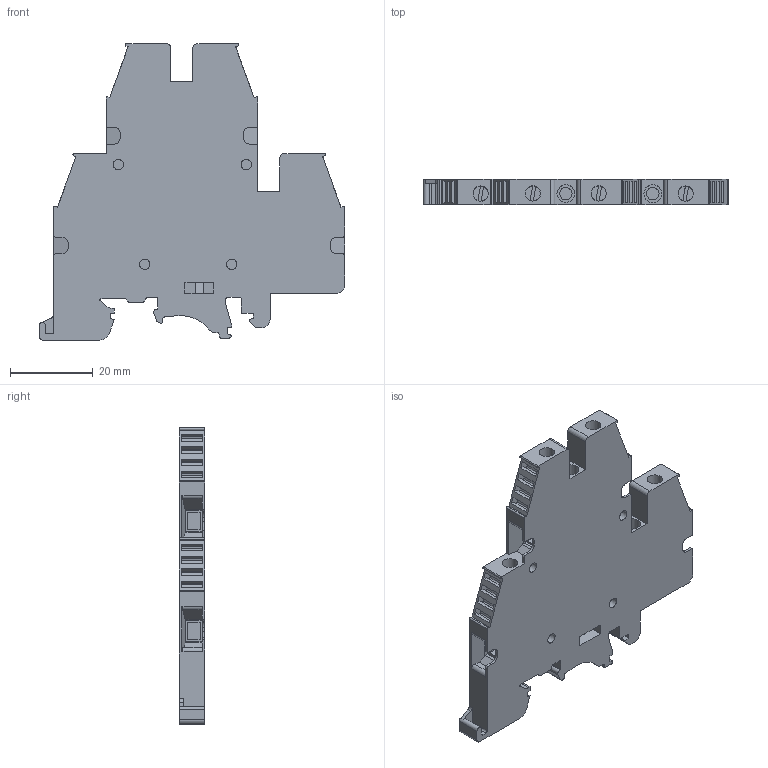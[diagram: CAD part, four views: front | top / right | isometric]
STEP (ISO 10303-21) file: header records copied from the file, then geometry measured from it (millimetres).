
FILE_DESCRIPTION(/* description */ ('Unknown'),/* implementation_level */ '2;1');
FILE_NAME(/* name */ 'BKND-04-SR',/* time_stamp */ '2024-11-14T12:37:13-03:00',/* author */ ('Unknown'),/* organization */ ('Unknown'),/* preprocessor_version */ 'ST-DEVELOPER v16.7',/* originating_system */ 'Solid Edge',/* authorisation */ 'Unknown');
FILE_SCHEMA (('AUTOMOTIVE_DESIGN {1 0 10303 214 3 1 1}'));
Length unit declared in the file: millimetre
Products named in the file (1): BKND-04-SR
Bounding box: 73.8 x 6.1 x 71.55 mm (x, y, z)
Volume: 18190.9 mm3; surface area: 11819.7 mm2
Topology: 1 solids, 1 shells, 411 faces, 1132 edges, 756 vertices
Faces by surface type: plane 287, cylinder 116, torus 8
Full cylindrical faces by diameter (mm): 2.5 x4, 3 x2, 3.7 x4, 4.3 x2
Entity records: 12971 total; most frequent: CARTESIAN_POINT 2272, ORIENTED_EDGE 2224, DIRECTION 2211, EDGE_CURVE 1112, LINE 837, VECTOR 837, VERTEX_POINT 748, AXIS2_PLACEMENT_3D 687
